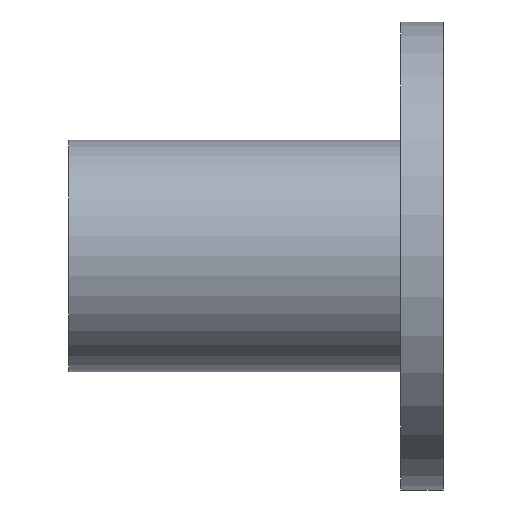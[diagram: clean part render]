
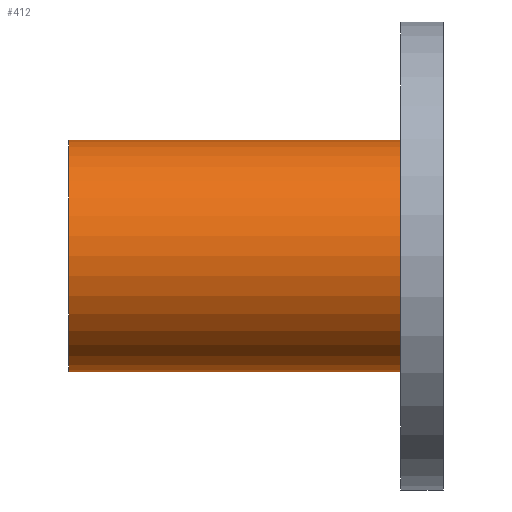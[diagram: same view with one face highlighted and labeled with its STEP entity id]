
A CAD part, left-side view. The second image highlights one B-rep face of the part: STEP entity #412.
In plain terms, the highlighted cylindrical face has radius 54.5 mm (diameter 109 mm), a partial arc.
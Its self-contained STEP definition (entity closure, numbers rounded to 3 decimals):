
#46 = AXIS2_PLACEMENT_3D ( 'NONE', #248, #167, #482 ) ;
#57 = CARTESIAN_POINT ( 'NONE',  ( 0., 20., 0. ) ) ;
#65 = CIRCLE ( 'NONE', #241, 54.5 ) ;
#89 = EDGE_CURVE ( 'NONE', #617, #860, #889, .T. ) ;
#167 = DIRECTION ( 'NONE',  ( 0., -1., 0. ) ) ;
#176 = DIRECTION ( 'NONE',  ( 0., -1., 0. ) ) ;
#184 = CARTESIAN_POINT ( 'NONE',  ( 0., 0., -54.5 ) ) ;
#201 = DIRECTION ( 'NONE',  ( 0., -1., 0. ) ) ;
#241 = AXIS2_PLACEMENT_3D ( 'NONE', #57, #666, #907 ) ;
#248 = CARTESIAN_POINT ( 'NONE',  ( 0., 176., 0. ) ) ;
#253 = DIRECTION ( 'NONE',  ( 0., 0., -1. ) ) ;
#261 = CARTESIAN_POINT ( 'NONE',  ( 0., 20., -54.5 ) ) ;
#319 = CARTESIAN_POINT ( 'NONE',  ( 0., 20., 54.5 ) ) ;
#340 = VECTOR ( 'NONE', #201, 1000. ) ;
#380 = CYLINDRICAL_SURFACE ( 'NONE', #959, 54.5 ) ;
#412 = ADVANCED_FACE ( 'NONE', ( #761 ), #380, .T. ) ;
#482 = DIRECTION ( 'NONE',  ( 0., 0., -1. ) ) ;
#485 = EDGE_CURVE ( 'NONE', #801, #856, #872, .T. ) ;
#584 = CARTESIAN_POINT ( 'NONE',  ( 0., 176., 54.5 ) ) ;
#606 = CARTESIAN_POINT ( 'NONE',  ( 0., 0., 0. ) ) ;
#617 = VERTEX_POINT ( 'NONE', #584 ) ;
#630 = EDGE_LOOP ( 'NONE', ( #651, #824, #975, #986 ) ) ;
#651 = ORIENTED_EDGE ( 'NONE', *, *, #89, .F. ) ;
#666 = DIRECTION ( 'NONE',  ( 0., -1., 0. ) ) ;
#716 = VECTOR ( 'NONE', #176, 1000. ) ;
#719 = EDGE_CURVE ( 'NONE', #860, #856, #65, .T. ) ;
#729 = CARTESIAN_POINT ( 'NONE',  ( 0., 0., 54.5 ) ) ;
#761 = FACE_OUTER_BOUND ( 'NONE', #630, .T. ) ;
#768 = EDGE_CURVE ( 'NONE', #617, #801, #863, .T. ) ;
#799 = DIRECTION ( 'NONE',  ( 0., -1., 0. ) ) ;
#801 = VERTEX_POINT ( 'NONE', #934 ) ;
#824 = ORIENTED_EDGE ( 'NONE', *, *, #768, .T. ) ;
#856 = VERTEX_POINT ( 'NONE', #261 ) ;
#860 = VERTEX_POINT ( 'NONE', #319 ) ;
#863 = CIRCLE ( 'NONE', #46, 54.5 ) ;
#872 = LINE ( 'NONE', #184, #716 ) ;
#889 = LINE ( 'NONE', #729, #340 ) ;
#907 = DIRECTION ( 'NONE',  ( 0., 0., -1. ) ) ;
#934 = CARTESIAN_POINT ( 'NONE',  ( 0., 176., -54.5 ) ) ;
#959 = AXIS2_PLACEMENT_3D ( 'NONE', #606, #799, #253 ) ;
#975 = ORIENTED_EDGE ( 'NONE', *, *, #485, .T. ) ;
#986 = ORIENTED_EDGE ( 'NONE', *, *, #719, .F. ) ;
